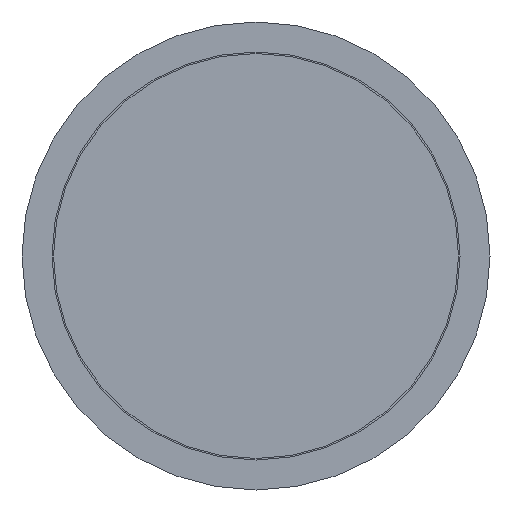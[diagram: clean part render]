
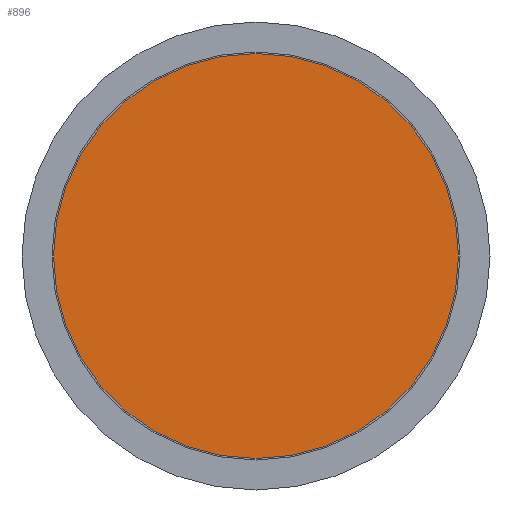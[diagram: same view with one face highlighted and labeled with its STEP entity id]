
A CAD part, front view. The second image highlights one B-rep face of the part: STEP entity #896.
In plain terms, the highlighted planar face has unit normal (0, -1, 0).
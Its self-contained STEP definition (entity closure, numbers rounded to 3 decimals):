
#49 = AXIS2_PLACEMENT_3D ( 'NONE', #790, #214, #513 ) ;
#205 = FACE_OUTER_BOUND ( 'NONE', #758, .T. ) ;
#214 = DIRECTION ( 'NONE',  ( 0., 1., 0. ) ) ;
#277 = PLANE ( 'NONE',  #49 ) ;
#336 = CIRCLE ( 'NONE', #834, 33.75 ) ;
#432 = CARTESIAN_POINT ( 'NONE',  ( 0., 0., -33.75 ) ) ;
#455 = CARTESIAN_POINT ( 'NONE',  ( 0., 0., 0. ) ) ;
#463 = ORIENTED_EDGE ( 'NONE', *, *, #745, .T. ) ;
#513 = DIRECTION ( 'NONE',  ( 0., 0., 1. ) ) ;
#646 = DIRECTION ( 'NONE',  ( 0., 0., -1. ) ) ;
#745 = EDGE_CURVE ( 'NONE', #812, #812, #336, .T. ) ;
#758 = EDGE_LOOP ( 'NONE', ( #463 ) ) ;
#790 = CARTESIAN_POINT ( 'NONE',  ( -33.75, 0., 0. ) ) ;
#812 = VERTEX_POINT ( 'NONE', #432 ) ;
#834 = AXIS2_PLACEMENT_3D ( 'NONE', #455, #878, #646 ) ;
#878 = DIRECTION ( 'NONE',  ( 0., -1., 0. ) ) ;
#896 = ADVANCED_FACE ( 'NONE', ( #205 ), #277, .F. ) ;
